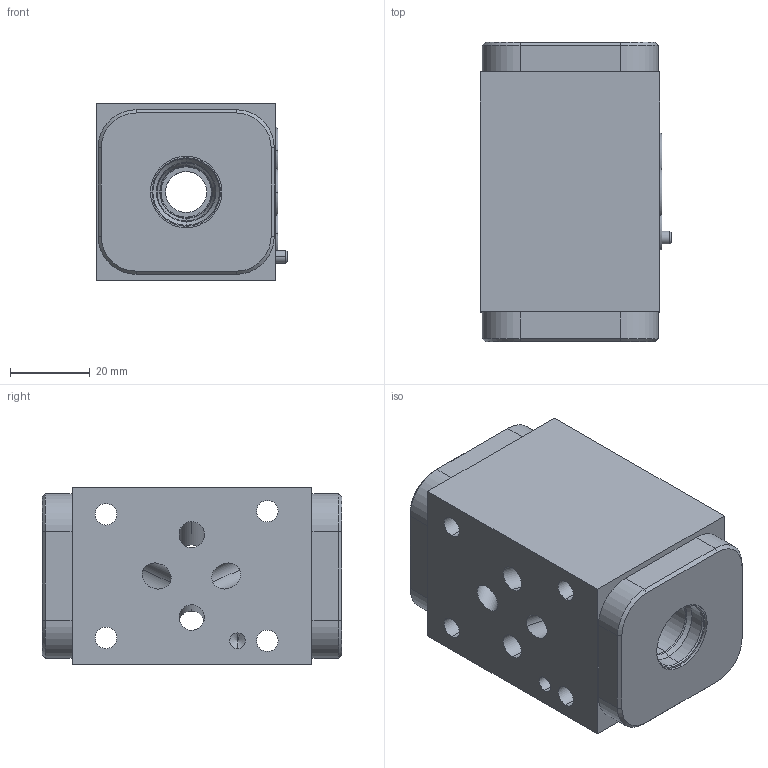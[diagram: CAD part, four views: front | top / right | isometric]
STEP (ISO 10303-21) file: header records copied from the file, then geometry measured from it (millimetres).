
FILE_DESCRIPTION((''),'2;1');
FILE_NAME('FJ6_ASM','2019-12-03T',('ProEService'),(''),'PRO/ENGINEER BY PARAMETRIC TECHNOLOGY CORPORATION, 2014200','PRO/ENGINEER BY PARAMETRIC TECHNOLOGY CORPORATION, 2014200','');
FILE_SCHEMA(('CONFIG_CONTROL_DESIGN'));
Length unit declared in the file: inch
Products named in the file (4): 17F-672; 811-001-006; 500-001-012; FJ6_ASM
Assembly tree (6 placements, depth 2):
  FJ6_ASM
    17F-672
    811-001-006
    500-001-012  x4
Bounding box: 47.93 x 75.18 x 44.45 mm (x, y, z)
Volume: 124960.2 mm3; surface area: 26794.8 mm2
Topology: 6 solids, 6 shells, 174 faces, 720 edges, 697 vertices
Faces by surface type: cylinder 66, plane 46, cone 34, revolution 16, torus 8, sphere 4
Entity records: 8197 total; most frequent: CARTESIAN_POINT 2669, DIRECTION 1139, ORIENTED_EDGE 808, VECTOR 457, LINE 457, EDGE_CURVE 404, AXIS2_PLACEMENT_3D 339, TRIMMED_CURVE 282
